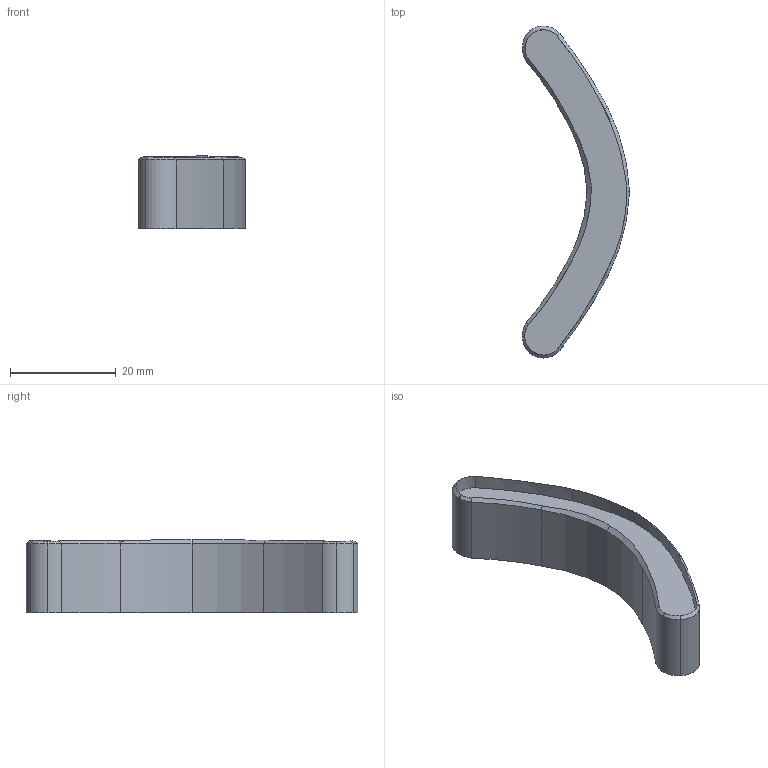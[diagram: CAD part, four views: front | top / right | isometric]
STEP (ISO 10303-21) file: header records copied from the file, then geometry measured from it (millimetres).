
FILE_DESCRIPTION (( 'STEP AP203' ), '1' );
FILE_NAME ('Matrice PADs V1.STEP', '2021-02-11T12:29:48', ( '' ), ( '' ), 'SwSTEP 2.0', 'SolidWorks 2020', '' );
FILE_SCHEMA (( 'CONFIG_CONTROL_DESIGN' ));
Length unit declared in the file: millimetre
Products named in the file (1): Matrice PADs V1
Bounding box: 20.3 x 62.88 x 13.86 mm (x, y, z)
Volume: 6179.8 mm3; surface area: 3417.6 mm2
Topology: 1 solids, 1 shells, 48 faces, 120 edges, 74 vertices
Faces by surface type: cylinder 28, cone 18, plane 2
Entity records: 1626 total; most frequent: CARTESIAN_POINT 456, ORIENTED_EDGE 240, DIRECTION 218, EDGE_CURVE 120, AXIS2_PLACEMENT_3D 93, VERTEX_POINT 74, FACE_OUTER_BOUND 48, ADVANCED_FACE 48
